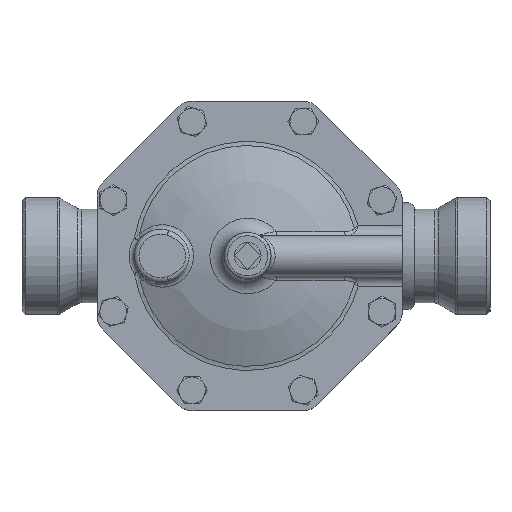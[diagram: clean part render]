
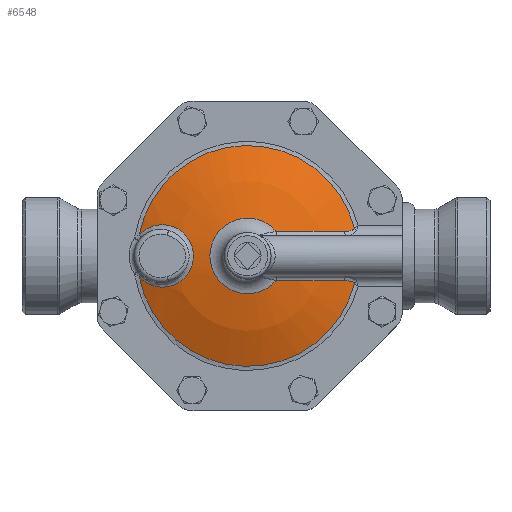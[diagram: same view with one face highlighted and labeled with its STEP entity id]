
A CAD part, top view. The second image highlights one B-rep face of the part: STEP entity #6548.
In plain terms, the highlighted spherical face has radius 160 mm.
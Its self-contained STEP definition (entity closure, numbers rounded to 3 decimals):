
#6273=CARTESIAN_POINT('',(-64.877,-12.508,17.035));
#6274=VERTEX_POINT('',#6273);
#6282=CARTESIAN_POINT('',(-64.877,12.508,17.035));
#6283=VERTEX_POINT('',#6282);
#6284=CARTESIAN_POINT('',(-64.877,-12.508,17.035));
#6285=CARTESIAN_POINT('',(-64.519,-12.904,17.161));
#6286=CARTESIAN_POINT('',(-63.013,-14.433,17.688));
#6287=CARTESIAN_POINT('',(-59.53,-16.917,18.9));
#6288=CARTESIAN_POINT('',(-54.004,-18.773,20.801));
#6289=CARTESIAN_POINT('',(-49.218,-18.718,22.423));
#6290=CARTESIAN_POINT('',(-45.132,-17.788,23.796));
#6291=CARTESIAN_POINT('',(-41.183,-16.165,25.114));
#6292=CARTESIAN_POINT('',(-36.587,-12.371,26.631));
#6293=CARTESIAN_POINT('',(-32.816,-6.017,27.864));
#6294=CARTESIAN_POINT('',(-31.993,0.761,28.132));
#6295=CARTESIAN_POINT('',(-33.562,7.25,27.621));
#6296=CARTESIAN_POINT('',(-36.556,12.338,26.641));
#6297=CARTESIAN_POINT('',(-43.261,17.895,24.429));
#6298=CARTESIAN_POINT('',(-51.955,19.466,21.507));
#6299=CARTESIAN_POINT('',(-60.024,16.754,18.73));
#6300=CARTESIAN_POINT('',(-63.443,14.094,17.538));
#6301=CARTESIAN_POINT('',(-64.877,12.508,17.035));
#6302=B_SPLINE_CURVE_WITH_KNOTS('',3,(#6284,#6285,#6286,#6287,#6288,#6289,#6290,#6291,#6292,#6293,#6294,#6295,#6296,#6297,#6298,#6299,#6300,#6301),.UNSPECIFIED.,.F.,.U.,(4,1,1,1,1,1,1,1,1,1,1,1,1,1,1,4),(-9.4,-9.232,-8.728,-8.057,-7.386,-7.218,-6.714,-6.043,-5.371,-4.476,-4.029,-3.357,-2.686,-1.343,-0.671,0.0),.UNSPECIFIED.);
#6303=EDGE_CURVE('',#6274,#6283,#6302,.T.);
#6433=CARTESIAN_POINT('',(63.991,-16.453,17.035));
#6434=VERTEX_POINT('',#6433);
#6444=CARTESIAN_POINT('',(0.,0.,17.035));
#6445=DIRECTION('',(0.0,0.0,-1.0));
#6446=DIRECTION('',(-1.0,0.0,0.0));
#6447=AXIS2_PLACEMENT_3D('',#6444,#6445,#6446);
#6448=CIRCLE('',#6447,66.072);
#6449=EDGE_CURVE('',#6434,#6274,#6448,.T.);
#6460=CARTESIAN_POINT('',(63.991,16.453,17.035));
#6461=VERTEX_POINT('',#6460);
#6462=CARTESIAN_POINT('',(0.,0.,17.035));
#6463=DIRECTION('',(0.0,0.0,-1.0));
#6464=DIRECTION('',(-1.0,0.0,0.0));
#6465=AXIS2_PLACEMENT_3D('',#6462,#6463,#6464);
#6466=CIRCLE('',#6465,66.072);
#6467=EDGE_CURVE('',#6283,#6461,#6466,.T.);
#6490=CARTESIAN_POINT('',(0.0,0.0,-128.685));
#6491=DIRECTION('',(0.0,0.0,1.0));
#6492=DIRECTION('',(1.0,0.0,0.0));
#6493=AXIS2_PLACEMENT_3D('',#6490,#6491,#6492);
#6494=SPHERICAL_SURFACE('',#6493,160.0);
#6495=ORIENTED_EDGE('',*,*,#6303,.F.);
#6496=ORIENTED_EDGE('',*,*,#6449,.F.);
#6497=CARTESIAN_POINT('',(57.965,-14.724,19.717));
#6498=VERTEX_POINT('',#6497);
#6499=CARTESIAN_POINT('',(57.965,-14.724,19.717));
#6500=CARTESIAN_POINT('',(59.197,-14.724,19.236));
#6501=CARTESIAN_POINT('',(61.07,-14.889,18.461));
#6502=CARTESIAN_POINT('',(63.068,-15.623,17.531));
#6503=CARTESIAN_POINT('',(63.8,-16.207,17.147));
#6504=CARTESIAN_POINT('',(63.991,-16.453,17.035));
#6505=B_SPLINE_CURVE_WITH_KNOTS('',3,(#6499,#6500,#6501,#6502,#6503,#6504),.UNSPECIFIED.,.F.,.U.,(4,1,1,4),(-0.707,-0.303,-0.101,0.),.UNSPECIFIED.);
#6506=EDGE_CURVE('',#6498,#6434,#6505,.T.);
#6507=ORIENTED_EDGE('',*,*,#6506,.F.);
#6508=CARTESIAN_POINT('',(17.13,-14.724,29.712));
#6509=VERTEX_POINT('',#6508);
#6510=CARTESIAN_POINT('',(0.,-14.724,-128.685));
#6511=DIRECTION('',(0.,1.0,0.));
#6512=DIRECTION('',(-0.108,0.,-0.994));
#6513=AXIS2_PLACEMENT_3D('',#6510,#6511,#6512);
#6514=CIRCLE('',#6513,159.321);
#6515=EDGE_CURVE('',#6509,#6498,#6514,.T.);
#6516=ORIENTED_EDGE('',*,*,#6515,.F.);
#6517=CARTESIAN_POINT('',(17.13,14.724,29.712));
#6518=VERTEX_POINT('',#6517);
#6519=CARTESIAN_POINT('',(0.,0.,29.712));
#6520=DIRECTION('',(0.0,0.0,1.0));
#6521=DIRECTION('',(-1.0,0.0,0.0));
#6522=AXIS2_PLACEMENT_3D('',#6519,#6520,#6521);
#6523=CIRCLE('',#6522,22.588);
#6524=EDGE_CURVE('',#6518,#6509,#6523,.T.);
#6525=ORIENTED_EDGE('',*,*,#6524,.F.);
#6526=CARTESIAN_POINT('',(57.965,14.724,19.717));
#6527=VERTEX_POINT('',#6526);
#6528=CARTESIAN_POINT('',(0.0,14.724,-128.685));
#6529=DIRECTION('',(0.0,-1.0,0.0));
#6530=DIRECTION('',(-0.108,0.0,-0.994));
#6531=AXIS2_PLACEMENT_3D('',#6528,#6529,#6530);
#6532=CIRCLE('',#6531,159.321);
#6533=EDGE_CURVE('',#6527,#6518,#6532,.T.);
#6534=ORIENTED_EDGE('',*,*,#6533,.F.);
#6535=CARTESIAN_POINT('',(63.991,16.453,17.035));
#6536=CARTESIAN_POINT('',(63.8,16.207,17.147));
#6537=CARTESIAN_POINT('',(63.315,15.815,17.402));
#6538=CARTESIAN_POINT('',(62.494,15.416,17.797));
#6539=CARTESIAN_POINT('',(60.762,14.858,18.589));
#6540=CARTESIAN_POINT('',(59.197,14.724,19.236));
#6541=CARTESIAN_POINT('',(57.965,14.724,19.717));
#6542=B_SPLINE_CURVE_WITH_KNOTS('',3,(#6535,#6536,#6537,#6538,#6539,#6540,#6541),.UNSPECIFIED.,.F.,.U.,(4,1,1,1,4),(-0.707,-0.606,-0.505,-0.404,0.),.UNSPECIFIED.);
#6543=EDGE_CURVE('',#6461,#6527,#6542,.T.);
#6544=ORIENTED_EDGE('',*,*,#6543,.F.);
#6545=ORIENTED_EDGE('',*,*,#6467,.F.);
#6546=EDGE_LOOP('',(#6495,#6496,#6507,#6516,#6525,#6534,#6544,#6545));
#6547=FACE_OUTER_BOUND('',#6546,.T.);
#6548=ADVANCED_FACE('',(#6547),#6494,.T.);
